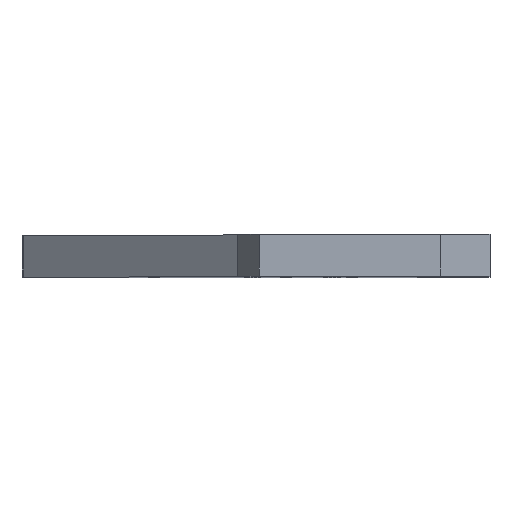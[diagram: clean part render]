
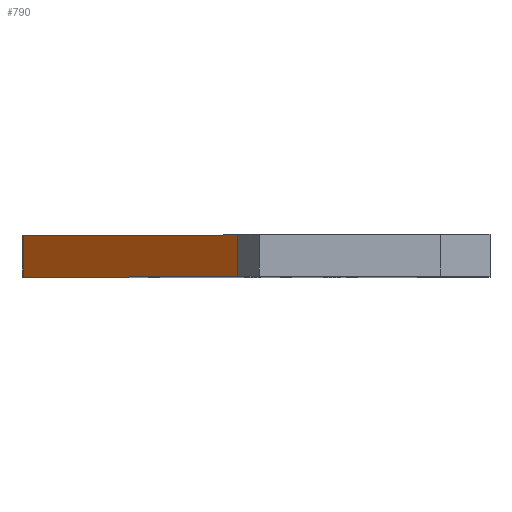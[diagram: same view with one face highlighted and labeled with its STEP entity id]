
A CAD part, top view. The second image highlights one B-rep face of the part: STEP entity #790.
In plain terms, the highlighted planar face has unit normal (-0.645, 0, 0.764).
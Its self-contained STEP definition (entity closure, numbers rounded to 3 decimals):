
#132=FACE_OUTER_BOUND('',#171,.T.);
#171=EDGE_LOOP('',(#593,#594,#595,#596));
#254=LINE('',#1225,#318);
#255=LINE('',#1227,#319);
#256=LINE('',#1229,#320);
#257=LINE('',#1230,#321);
#318=VECTOR('',#999,10.);
#319=VECTOR('',#1000,10.);
#320=VECTOR('',#1001,10.);
#321=VECTOR('',#1002,10.);
#391=VERTEX_POINT('',#1223);
#392=VERTEX_POINT('',#1224);
#393=VERTEX_POINT('',#1226);
#394=VERTEX_POINT('',#1228);
#474=EDGE_CURVE('',#391,#392,#254,.T.);
#475=EDGE_CURVE('',#393,#392,#255,.T.);
#476=EDGE_CURVE('',#394,#393,#256,.T.);
#477=EDGE_CURVE('',#391,#394,#257,.T.);
#593=ORIENTED_EDGE('',*,*,#474,.T.);
#594=ORIENTED_EDGE('',*,*,#475,.F.);
#595=ORIENTED_EDGE('',*,*,#476,.F.);
#596=ORIENTED_EDGE('',*,*,#477,.F.);
#763=PLANE('',#863);
#790=ADVANCED_FACE('',(#132),#763,.T.);
#863=AXIS2_PLACEMENT_3D('',#1222,#997,#998);
#997=DIRECTION('center_axis',(-0.645,0.,
0.764));
#998=DIRECTION('ref_axis',(0.764,0.,0.645));
#999=DIRECTION('',(0.,1.,0.));
#1000=DIRECTION('',(0.764,0.,0.645));
#1001=DIRECTION('',(0.,1.,0.));
#1002=DIRECTION('',(-0.764,0.,-0.645));
#1222=CARTESIAN_POINT('Origin',(34.929,119.378,196.813));
#1223=CARTESIAN_POINT('',(106.575,126.678,257.31));
#1224=CARTESIAN_POINT('',(106.575,139.378,257.31));
#1225=CARTESIAN_POINT('',(106.575,119.378,257.31));
#1226=CARTESIAN_POINT('',(34.929,139.378,196.813));
#1227=CARTESIAN_POINT('',(34.929,139.378,196.813));
#1228=CARTESIAN_POINT('',(34.929,126.678,196.813));
#1229=CARTESIAN_POINT('',(34.929,129.378,196.813));
#1230=CARTESIAN_POINT('',(45.691,126.678,205.9));
